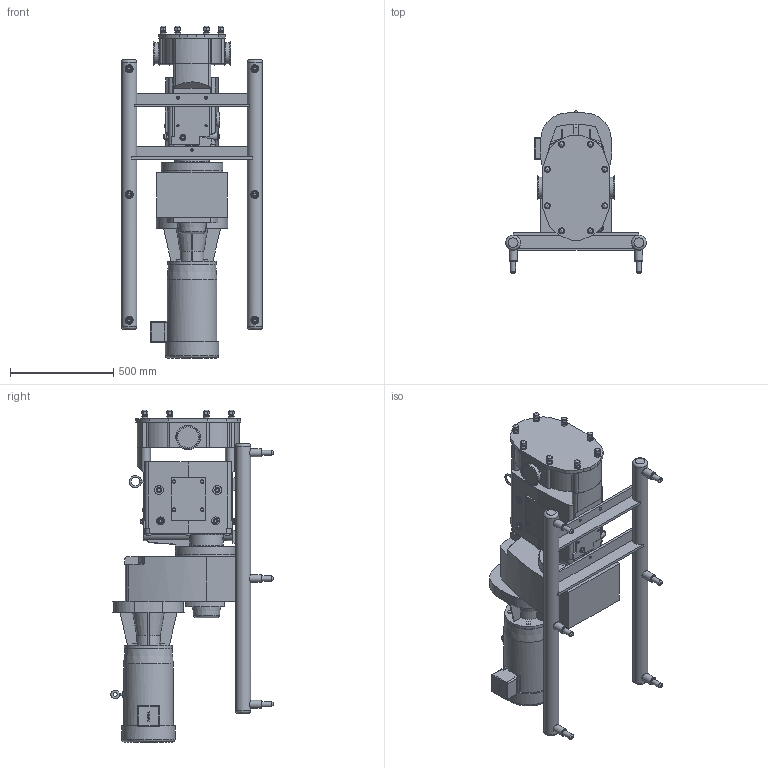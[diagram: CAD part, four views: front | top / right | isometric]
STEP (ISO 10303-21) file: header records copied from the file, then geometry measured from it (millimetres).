
FILE_DESCRIPTION(/* description */ (''),/* implementation_level */ '2;1');
FILE_NAME(/* name */ 'U3_210U3_215TC_4.0x4.0_S-Line_10HP_LH_SM.stp',/* time_stamp */ '2021-05-24T19:16:48+06:00',/* author */ ('trtmhr'),/* organization */ (''),/* preprocessor_version */ 'ST-DEVELOPER v18.1',/* originating_system */ 'Autodesk Inventor 2020',/* authorisation */ '');
FILE_SCHEMA (('AUTOMOTIVE_DESIGN { 1 0 10303 214 3 1 1 }'));
Length unit declared in the file: inch
Products named in the file (1): U3_210U3_215TC_4.0x4.0_S-Line_10HP_LH_SM
Bounding box: 682.62 x 786.27 x 1609.67 mm (x, y, z)
Volume: 144126075.1 mm3; surface area: 3770393.5 mm2
Topology: 4 solids, 4 shells, 957 faces, 2589 edges, 1716 vertices
Faces by surface type: plane 487, cylinder 231, bspline 86, torus 78, cone 67, sphere 8
Full cylindrical faces by diameter (mm): 6.39 x1, 7.798 x1, 10.719 x4, 12.141 x1, 12.7 x2, 14.3 x3, 15.24 x1, 23.012 x8, 23.876 x3, 25.4 x11, 29.083 x8, 29.21 x2, 31.75 x3, 38.1 x10, 42.672 x2, 101.6 x2, 102.946 x4, 103.962 x2, 119.024 x2, 232.994 x1, 241.579 x1, 258.572 x1, 299.974 x1, 299.999 x1
Entity records: 33115 total; most frequent: CARTESIAN_POINT 9057, ORIENTED_EDGE 5136, DIRECTION 4887, EDGE_CURVE 2568, AXIS2_PLACEMENT_3D 1821, VERTEX_POINT 1716, LINE 1245, VECTOR 1245
